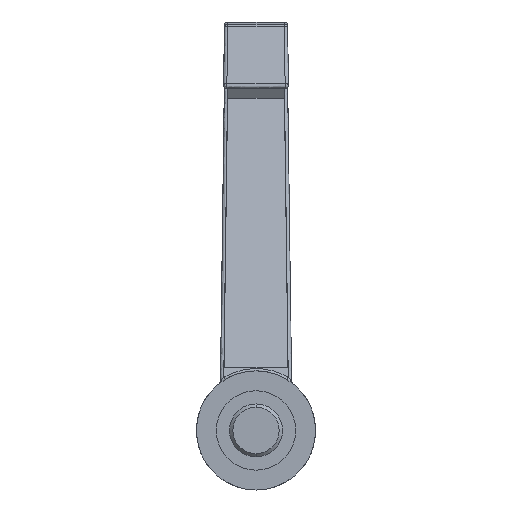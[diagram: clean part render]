
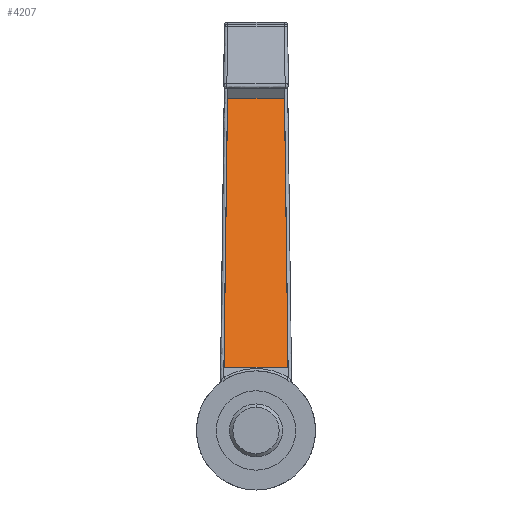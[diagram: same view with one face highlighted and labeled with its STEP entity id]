
A CAD part, front view. The second image highlights one B-rep face of the part: STEP entity #4207.
In plain terms, the highlighted planar face has unit normal (0, -0.955, 0.298).
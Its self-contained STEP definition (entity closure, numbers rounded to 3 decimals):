
#42 = LINE ( 'NONE', #1750, #3212 ) ;
#224 = DIRECTION ( 'NONE',  ( 0., -0.298, -0.954 ) ) ;
#407 = CARTESIAN_POINT ( 'NONE',  ( 4.848, 16.007, 8.083 ) ) ;
#434 = DIRECTION ( 'NONE',  ( -1., 0., 0. ) ) ;
#492 = DIRECTION ( 'NONE',  ( 1., 0., 0. ) ) ;
#523 = LINE ( 'NONE', #2435, #5029 ) ;
#777 = EDGE_CURVE ( 'NONE', #2308, #2402, #5178, .T. ) ;
#830 = LINE ( 'NONE', #4104, #1783 ) ;
#914 = DIRECTION ( 'NONE',  ( -0.012, -0.298, -0.954 ) ) ;
#942 = DIRECTION ( 'NONE',  ( -0.012, 0.298, 0.954 ) ) ;
#1100 = EDGE_LOOP ( 'NONE', ( #4276, #2014, #4143, #2647 ) ) ;
#1296 = EDGE_CURVE ( 'NONE', #4845, #2308, #42, .T. ) ;
#1319 = CARTESIAN_POINT ( 'NONE',  ( 0., 12.281, -3.838 ) ) ;
#1580 = CARTESIAN_POINT ( 'NONE',  ( 4.296, 29.169, 50.203 ) ) ;
#1619 = VECTOR ( 'NONE', #434, 1000. ) ;
#1750 = CARTESIAN_POINT ( 'NONE',  ( 4.848, 16.007, 8.083 ) ) ;
#1783 = VECTOR ( 'NONE', #492, 1000. ) ;
#1864 = EDGE_CURVE ( 'NONE', #3821, #4845, #830, .T. ) ;
#1873 = CARTESIAN_POINT ( 'NONE',  ( -4.848, 16.007, 8.083 ) ) ;
#2014 = ORIENTED_EDGE ( 'NONE', *, *, #777, .T. ) ;
#2308 = VERTEX_POINT ( 'NONE', #4560 ) ;
#2402 = VERTEX_POINT ( 'NONE', #4220 ) ;
#2435 = CARTESIAN_POINT ( 'NONE',  ( -4.848, 16.007, 8.083 ) ) ;
#2629 = DIRECTION ( 'NONE',  ( 0., -0.954, 0.298 ) ) ;
#2647 = ORIENTED_EDGE ( 'NONE', *, *, #1864, .T. ) ;
#2688 = AXIS2_PLACEMENT_3D ( 'NONE', #1319, #2629, #224 ) ;
#3212 = VECTOR ( 'NONE', #942, 1000. ) ;
#3541 = EDGE_CURVE ( 'NONE', #2402, #3821, #523, .T. ) ;
#3821 = VERTEX_POINT ( 'NONE', #1873 ) ;
#4104 = CARTESIAN_POINT ( 'NONE',  ( 4.848, 16.007, 8.083 ) ) ;
#4143 = ORIENTED_EDGE ( 'NONE', *, *, #3541, .T. ) ;
#4207 = ADVANCED_FACE ( 'NONE', ( #4915 ), #4987, .T. ) ;
#4220 = CARTESIAN_POINT ( 'NONE',  ( -4.296, 29.169, 50.203 ) ) ;
#4276 = ORIENTED_EDGE ( 'NONE', *, *, #1296, .T. ) ;
#4560 = CARTESIAN_POINT ( 'NONE',  ( 4.296, 29.169, 50.203 ) ) ;
#4845 = VERTEX_POINT ( 'NONE', #407 ) ;
#4915 = FACE_OUTER_BOUND ( 'NONE', #1100, .T. ) ;
#4987 = PLANE ( 'NONE',  #2688 ) ;
#5029 = VECTOR ( 'NONE', #914, 1000. ) ;
#5178 = LINE ( 'NONE', #1580, #1619 ) ;
